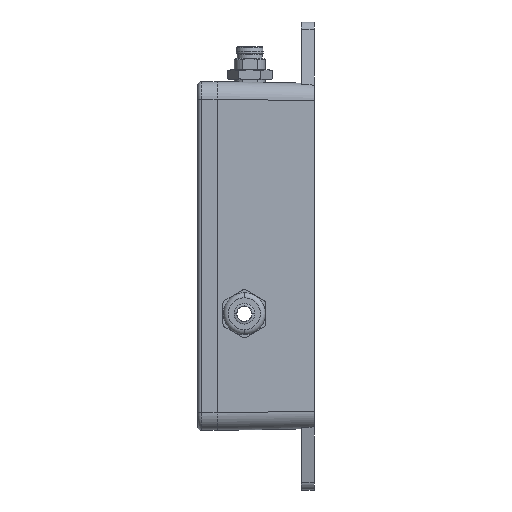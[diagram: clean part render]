
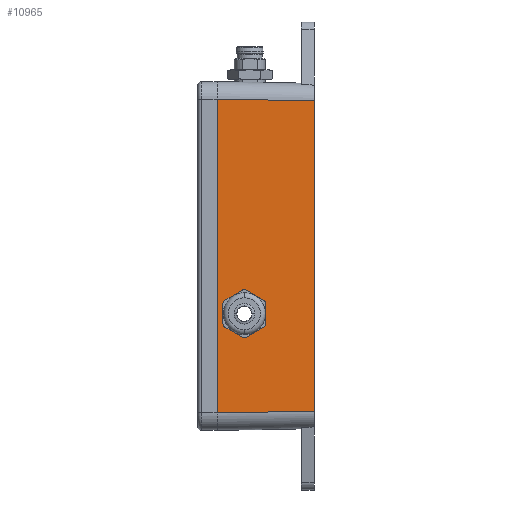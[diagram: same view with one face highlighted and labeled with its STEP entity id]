
A CAD part, left-side view. The second image highlights one B-rep face of the part: STEP entity #10965.
In plain terms, the highlighted planar face has unit normal (-1, -0.018, 0).
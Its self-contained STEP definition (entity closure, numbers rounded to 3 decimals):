
#2047=CARTESIAN_POINT('',(-17.464,-25.,39.914));
#2583=CARTESIAN_POINT('',(-17.9,0.,40.35));
#2602=DIRECTION('',(-0.017,1.,0.017));
#2603=VECTOR('',#2602,25.008);
#2604=CARTESIAN_POINT('',(-17.464,-25.,39.914));
#2605=LINE('',#2604,#2603);
#2606=DIRECTION('',(0.,0.,1.));
#2607=VECTOR('',#2606,79.829);
#2608=CARTESIAN_POINT('',(-17.464,-25.,-39.914));
#2609=LINE('',#2608,#2607);
#2610=DIRECTION('',(0.017,-1.,0.017));
#2611=VECTOR('',#2610,25.008);
#2612=CARTESIAN_POINT('',(-17.9,0.,
-40.35));
#2613=LINE('',#2612,#2611);
#2614=DIRECTION('',(0.,0.,1.));
#2615=VECTOR('',#2614,80.701);
#2616=CARTESIAN_POINT('',(-17.9,0.,
-40.35));
#2617=LINE('',#2616,#2615);
#2618=DIRECTION('',(0.,0.,1.));
#2619=VECTOR('',#2618,5.196);
#2620=CARTESIAN_POINT('',(-17.874,-1.5,-17.448));
#2621=LINE('',#2620,#2619);
#2622=CARTESIAN_POINT('',(-17.874,-1.5,-17.448));
#2623=CARTESIAN_POINT('',(-17.874,-1.5,-17.641));
#2624=CARTESIAN_POINT('',(-17.872,-1.601,
-17.967));
#2625=CARTESIAN_POINT('',(-17.868,-1.833,
-18.218));
#2626=CARTESIAN_POINT('',(-17.865,-2.,
-18.314));
#2628=DIRECTION('',(-0.015,0.866,0.5));
#2629=VECTOR('',#2628,5.197);
#2630=CARTESIAN_POINT('',(-17.787,-6.5,-20.912));
#2631=LINE('',#2630,#2629);
#2632=CARTESIAN_POINT('',(-17.787,-6.5,-20.912));
#2633=CARTESIAN_POINT('',(-17.784,-6.667,
-21.008));
#2634=CARTESIAN_POINT('',(-17.778,-7.,
-21.084));
#2635=CARTESIAN_POINT('',(-17.772,-7.333,
-21.008));
#2636=CARTESIAN_POINT('',(-17.769,-7.5,
-20.912));
#2638=DIRECTION('',(-0.015,0.866,-0.5));
#2639=VECTOR('',#2638,5.197);
#2640=CARTESIAN_POINT('',(-17.691,-12.,-18.314));
#2641=LINE('',#2640,#2639);
#2642=CARTESIAN_POINT('',(-17.691,-12.,-18.314));
#2643=CARTESIAN_POINT('',(-17.688,-12.167,
-18.218));
#2644=CARTESIAN_POINT('',(-17.684,-12.399,
-17.967));
#2645=CARTESIAN_POINT('',(-17.682,-12.5,-17.641));
#2646=CARTESIAN_POINT('',(-17.682,-12.5,-17.448));
#2648=DIRECTION('',(0.,0.,-1.));
#2649=VECTOR('',#2648,5.196);
#2650=CARTESIAN_POINT('',(-17.682,-12.5,-12.252));
#2651=LINE('',#2650,#2649);
#2652=CARTESIAN_POINT('',(-17.682,-12.5,-12.252));
#2653=CARTESIAN_POINT('',(-17.682,-12.5,-12.059));
#2654=CARTESIAN_POINT('',(-17.684,-12.399,
-11.733));
#2655=CARTESIAN_POINT('',(-17.688,-12.167,
-11.482));
#2656=CARTESIAN_POINT('',(-17.691,-12.,
-11.386));
#2658=DIRECTION('',(0.015,-0.866,-0.5));
#2659=VECTOR('',#2658,5.197);
#2660=CARTESIAN_POINT('',(-17.769,-7.5,-8.788));
#2661=LINE('',#2660,#2659);
#2662=CARTESIAN_POINT('',(-17.769,-7.5,-8.788));
#2663=CARTESIAN_POINT('',(-17.772,-7.333,
-8.692));
#2664=CARTESIAN_POINT('',(-17.778,-7.,-8.616));
#2665=CARTESIAN_POINT('',(-17.784,-6.667,
-8.692));
#2666=CARTESIAN_POINT('',(-17.787,-6.5,-8.788));
#2668=DIRECTION('',(0.015,-0.866,0.5));
#2669=VECTOR('',#2668,5.197);
#2670=CARTESIAN_POINT('',(-17.865,-2.,-11.386));
#2671=LINE('',#2670,#2669);
#2672=CARTESIAN_POINT('',(-17.865,-2.,-11.386));
#2673=CARTESIAN_POINT('',(-17.868,-1.833,
-11.482));
#2674=CARTESIAN_POINT('',(-17.872,-1.601,
-11.733));
#2675=CARTESIAN_POINT('',(-17.874,-1.5,
-12.059));
#2676=CARTESIAN_POINT('',(-17.874,-1.5,
-12.252));
#2687=CARTESIAN_POINT('',(-17.9,0.,
-40.35));
#6389=VERTEX_POINT('',#2047);
#6390=CARTESIAN_POINT('',(-17.464,-25.,-39.914));
#6391=VERTEX_POINT('',#6390);
#7090=VERTEX_POINT('',#2583);
#7099=VERTEX_POINT('',#2687);
#7170=CARTESIAN_POINT('',(-17.874,-1.5,-17.448));
#7171=CARTESIAN_POINT('',(-17.874,-1.5,
-12.252));
#7172=VERTEX_POINT('',#7170);
#7173=VERTEX_POINT('',#7171);
#7174=VERTEX_POINT('',#2626);
#7175=CARTESIAN_POINT('',(-17.787,-6.5,-20.912));
#7176=VERTEX_POINT('',#7175);
#7177=VERTEX_POINT('',#2636);
#7178=CARTESIAN_POINT('',(-17.691,-12.,-18.314));
#7179=VERTEX_POINT('',#7178);
#7180=CARTESIAN_POINT('',(-17.682,-12.5,-12.252));
#7181=CARTESIAN_POINT('',(-17.682,-12.5,-17.448));
#7182=VERTEX_POINT('',#7180);
#7183=VERTEX_POINT('',#7181);
#7184=CARTESIAN_POINT('',(-17.769,-7.5,-8.788));
#7185=CARTESIAN_POINT('',(-17.691,-12.,
-11.386));
#7186=VERTEX_POINT('',#7184);
#7187=VERTEX_POINT('',#7185);
#7188=CARTESIAN_POINT('',(-17.865,-2.,-11.386));
#7189=CARTESIAN_POINT('',(-17.787,-6.5,-8.788));
#7190=VERTEX_POINT('',#7188);
#7191=VERTEX_POINT('',#7189);
#10927=CARTESIAN_POINT('',(-17.682,-12.5,0.));
#10928=DIRECTION('',(1.,0.017,0.));
#10929=DIRECTION('',(0.,0.,-1.));
#10930=AXIS2_PLACEMENT_3D('',#10927,#10928,#10929);
#10931=PLANE('',#10930);
#10932=ORIENTED_EDGE('',*,*,#10872,.F.);
#10933=ORIENTED_EDGE('',*,*,#10120,.F.);
#10935=ORIENTED_EDGE('',*,*,#10934,.F.);
#10936=ORIENTED_EDGE('',*,*,#10910,.T.);
#10937=EDGE_LOOP('',(#10932,#10933,#10935,#10936));
#10938=FACE_OUTER_BOUND('',#10937,.F.);
#10940=ORIENTED_EDGE('',*,*,#10939,.F.);
#10942=ORIENTED_EDGE('',*,*,#10941,.T.);
#10944=ORIENTED_EDGE('',*,*,#10943,.F.);
#10946=ORIENTED_EDGE('',*,*,#10945,.T.);
#10948=ORIENTED_EDGE('',*,*,#10947,.F.);
#10950=ORIENTED_EDGE('',*,*,#10949,.T.);
#10952=ORIENTED_EDGE('',*,*,#10951,.F.);
#10954=ORIENTED_EDGE('',*,*,#10953,.T.);
#10956=ORIENTED_EDGE('',*,*,#10955,.F.);
#10958=ORIENTED_EDGE('',*,*,#10957,.T.);
#10960=ORIENTED_EDGE('',*,*,#10959,.F.);
#10962=ORIENTED_EDGE('',*,*,#10961,.T.);
#10963=EDGE_LOOP('',(#10940,#10942,#10944,#10946,#10948,#10950,#10952,#10954,
#10956,#10958,#10960,#10962));
#10964=FACE_BOUND('',#10963,.F.);
#2627=B_SPLINE_CURVE_WITH_KNOTS('',3,(#2622,#2623,#2624,#2625,#2626),
.UNSPECIFIED.,.F.,.F.,(4,1,4),(0.,0.5,1.),.UNSPECIFIED.);
#2637=B_SPLINE_CURVE_WITH_KNOTS('',3,(#2632,#2633,#2634,#2635,#2636),
.UNSPECIFIED.,.F.,.F.,(4,1,4),(0.,0.5,1.),.UNSPECIFIED.);
#2647=B_SPLINE_CURVE_WITH_KNOTS('',3,(#2642,#2643,#2644,#2645,#2646),
.UNSPECIFIED.,.F.,.F.,(4,1,4),(0.,0.5,1.),.UNSPECIFIED.);
#2657=B_SPLINE_CURVE_WITH_KNOTS('',3,(#2652,#2653,#2654,#2655,#2656),
.UNSPECIFIED.,.F.,.F.,(4,1,4),(0.,0.5,1.),.UNSPECIFIED.);
#2667=B_SPLINE_CURVE_WITH_KNOTS('',3,(#2662,#2663,#2664,#2665,#2666),
.UNSPECIFIED.,.F.,.F.,(4,1,4),(0.,0.5,1.),.UNSPECIFIED.);
#2677=B_SPLINE_CURVE_WITH_KNOTS('',3,(#2672,#2673,#2674,#2675,#2676),
.UNSPECIFIED.,.F.,.F.,(4,1,4),(0.,0.5,1.),.UNSPECIFIED.);
#10120=EDGE_CURVE('',#6391,#6389,#2609,.T.);
#10872=EDGE_CURVE('',#6389,#7090,#2605,.T.);
#10910=EDGE_CURVE('',#7099,#7090,#2617,.T.);
#10934=EDGE_CURVE('',#7099,#6391,#2613,.T.);
#10939=EDGE_CURVE('',#7172,#7173,#2621,.T.);
#10941=EDGE_CURVE('',#7172,#7174,#2627,.T.);
#10943=EDGE_CURVE('',#7176,#7174,#2631,.T.);
#10945=EDGE_CURVE('',#7176,#7177,#2637,.T.);
#10947=EDGE_CURVE('',#7179,#7177,#2641,.T.);
#10949=EDGE_CURVE('',#7179,#7183,#2647,.T.);
#10951=EDGE_CURVE('',#7182,#7183,#2651,.T.);
#10953=EDGE_CURVE('',#7182,#7187,#2657,.T.);
#10955=EDGE_CURVE('',#7186,#7187,#2661,.T.);
#10957=EDGE_CURVE('',#7186,#7191,#2667,.T.);
#10959=EDGE_CURVE('',#7190,#7191,#2671,.T.);
#10961=EDGE_CURVE('',#7190,#7173,#2677,.T.);
#10965=ADVANCED_FACE('',(#10938,#10964),#10931,.F.);
